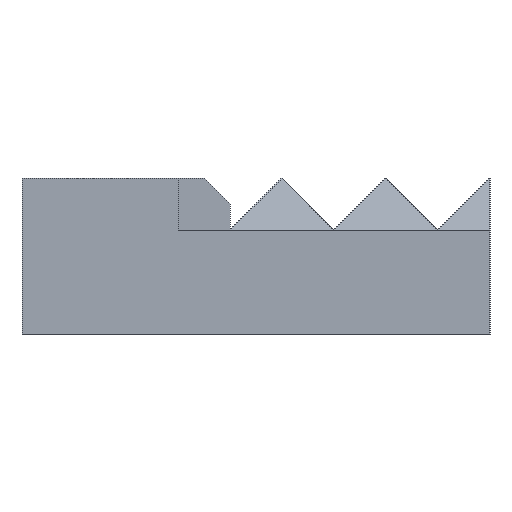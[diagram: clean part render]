
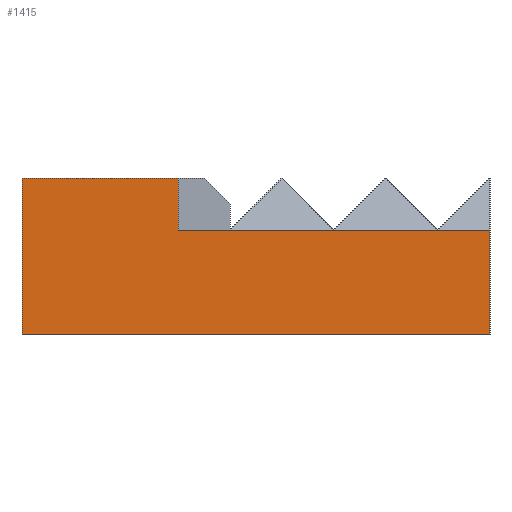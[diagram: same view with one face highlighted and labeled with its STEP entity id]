
A CAD part, left-side view. The second image highlights one B-rep face of the part: STEP entity #1415.
In plain terms, the highlighted planar face has unit normal (-1, 0, 0).
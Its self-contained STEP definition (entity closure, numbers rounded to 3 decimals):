
#63=FACE_OUTER_BOUND('',#164,.T.);
#164=EDGE_LOOP('',(#1014,#1015,#1016,#1017,#1018,#1019));
#331=LINE('',#2195,#520);
#332=LINE('',#2197,#521);
#333=LINE('',#2199,#522);
#334=LINE('',#2201,#523);
#335=LINE('',#2203,#524);
#336=LINE('',#2204,#525);
#520=VECTOR('',#1783,10.);
#521=VECTOR('',#1784,10.);
#522=VECTOR('',#1785,10.);
#523=VECTOR('',#1786,10.);
#524=VECTOR('',#1787,10.);
#525=VECTOR('',#1788,10.);
#654=VERTEX_POINT('',#2193);
#655=VERTEX_POINT('',#2194);
#656=VERTEX_POINT('',#2196);
#657=VERTEX_POINT('',#2198);
#658=VERTEX_POINT('',#2200);
#659=VERTEX_POINT('',#2202);
#803=EDGE_CURVE('',#654,#655,#331,.T.);
#804=EDGE_CURVE('',#655,#656,#332,.T.);
#805=EDGE_CURVE('',#657,#656,#333,.T.);
#806=EDGE_CURVE('',#658,#657,#334,.T.);
#807=EDGE_CURVE('',#658,#659,#335,.T.);
#808=EDGE_CURVE('',#659,#654,#336,.T.);
#1014=ORIENTED_EDGE('',*,*,#803,.T.);
#1015=ORIENTED_EDGE('',*,*,#804,.T.);
#1016=ORIENTED_EDGE('',*,*,#805,.F.);
#1017=ORIENTED_EDGE('',*,*,#806,.F.);
#1018=ORIENTED_EDGE('',*,*,#807,.T.);
#1019=ORIENTED_EDGE('',*,*,#808,.T.);
#1316=PLANE('',#1524);
#1415=ADVANCED_FACE('',(#63),#1316,.T.);
#1524=AXIS2_PLACEMENT_3D('',#2192,#1781,#1782);
#1781=DIRECTION('center_axis',(-1.,0.,0.));
#1782=DIRECTION('ref_axis',(0.,-1.,0.));
#1783=DIRECTION('',(0.,1.,0.));
#1784=DIRECTION('',(0.,0.,1.));
#1785=DIRECTION('',(0.,-1.,0.));
#1786=DIRECTION('',(0.,0.,1.));
#1787=DIRECTION('',(0.,-1.,0.));
#1788=DIRECTION('',(0.,0.,1.));
#2192=CARTESIAN_POINT('Origin',(0.,9.,0.));
#2193=CARTESIAN_POINT('',(0.,0.,2.));
#2194=CARTESIAN_POINT('',(0.,6.,2.));
#2195=CARTESIAN_POINT('',(0.,4.5,2.));
#2196=CARTESIAN_POINT('',(0.,6.,3.));
#2197=CARTESIAN_POINT('',(0.,6.,1.));
#2198=CARTESIAN_POINT('',(0.,9.,3.));
#2199=CARTESIAN_POINT('',(0.,9.,3.));
#2200=CARTESIAN_POINT('',(0.,9.,0.));
#2201=CARTESIAN_POINT('',(0.,9.,0.));
#2202=CARTESIAN_POINT('',(0.,0.,0.));
#2203=CARTESIAN_POINT('',(0.,9.,0.));
#2204=CARTESIAN_POINT('',(0.,0.,0.));
